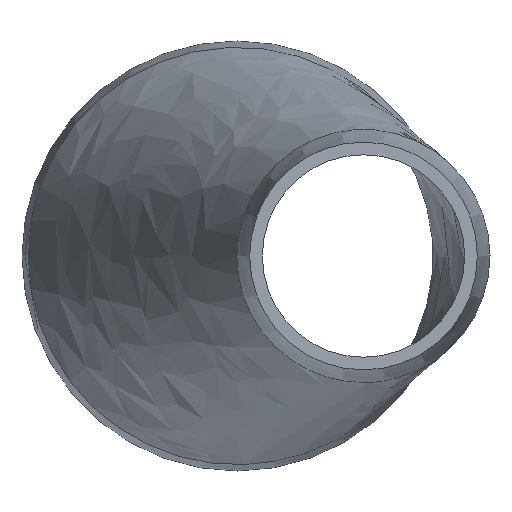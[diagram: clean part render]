
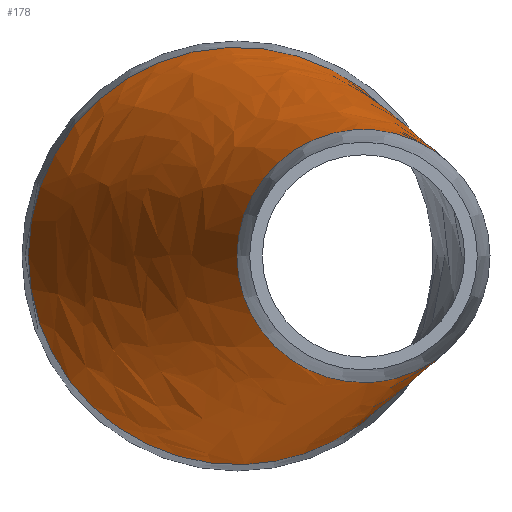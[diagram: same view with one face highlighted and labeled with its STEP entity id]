
A CAD part, front view. The second image highlights one B-rep face of the part: STEP entity #178.
In plain terms, the highlighted free-form (B-spline) face has degree [1, 2] with [2, 9] control points.
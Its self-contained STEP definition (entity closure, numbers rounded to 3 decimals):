
#16=B_SPLINE_CURVE_WITH_KNOTS('',1,(#366,#367),.UNSPECIFIED.,.F.,.F.,(2,
2),(-2.533,-0.009),.UNSPECIFIED.);
#18=(
BOUNDED_SURFACE()
B_SPLINE_SURFACE(1,2,((#348,#349,#350,#351,#352,#353,#354,#355,#356),(#357,
#358,#359,#360,#361,#362,#363,#364,#365)),.UNSPECIFIED.,.F.,.T.,.F.)
B_SPLINE_SURFACE_WITH_KNOTS((2,2),(3,2,2,2,3),(-0.24,2.68),
(-3.142,-1.571,0.,1.571,3.142),
 .UNSPECIFIED.)
GEOMETRIC_REPRESENTATION_ITEM()
RATIONAL_B_SPLINE_SURFACE(((1.,0.707,1.,0.707,1.,
0.707,1.,0.707,1.),(1.,0.707,1.,0.707,
1.,0.707,1.,0.707,1.)))
REPRESENTATION_ITEM('')
SURFACE()
);
#30=FACE_OUTER_BOUND('',#40,.T.);
#40=EDGE_LOOP('',(#157,#158,#159,#160,#161,#162,#163,#164,#165,#166));
#55=CIRCLE('',#202,10.);
#56=CIRCLE('',#203,10.);
#57=CIRCLE('',#204,10.);
#58=CIRCLE('',#205,10.);
#65=CIRCLE('',#215,16.5);
#66=CIRCLE('',#216,16.5);
#67=CIRCLE('',#217,16.5);
#68=CIRCLE('',#218,16.5);
#75=VERTEX_POINT('',#294);
#76=VERTEX_POINT('',#296);
#77=VERTEX_POINT('',#298);
#78=VERTEX_POINT('',#300);
#85=VERTEX_POINT('',#339);
#86=VERTEX_POINT('',#340);
#87=VERTEX_POINT('',#342);
#88=VERTEX_POINT('',#344);
#97=EDGE_CURVE('',#76,#75,#55,.T.);
#98=EDGE_CURVE('',#77,#76,#56,.T.);
#99=EDGE_CURVE('',#78,#77,#57,.T.);
#100=EDGE_CURVE('',#75,#78,#58,.T.);
#109=EDGE_CURVE('',#85,#86,#65,.T.);
#110=EDGE_CURVE('',#87,#85,#66,.T.);
#111=EDGE_CURVE('',#88,#87,#67,.T.);
#113=EDGE_CURVE('',#86,#88,#68,.T.);
#114=EDGE_CURVE('',#76,#87,#16,.T.);
#157=ORIENTED_EDGE('',*,*,#99,.T.);
#158=ORIENTED_EDGE('',*,*,#98,.T.);
#159=ORIENTED_EDGE('',*,*,#114,.T.);
#160=ORIENTED_EDGE('',*,*,#110,.T.);
#161=ORIENTED_EDGE('',*,*,#109,.T.);
#162=ORIENTED_EDGE('',*,*,#113,.T.);
#163=ORIENTED_EDGE('',*,*,#111,.T.);
#164=ORIENTED_EDGE('',*,*,#114,.F.);
#165=ORIENTED_EDGE('',*,*,#97,.T.);
#166=ORIENTED_EDGE('',*,*,#100,.T.);
#178=ADVANCED_FACE('',(#30),#18,.F.);
#202=AXIS2_PLACEMENT_3D('',#297,#241,#242);
#203=AXIS2_PLACEMENT_3D('',#299,#243,#244);
#204=AXIS2_PLACEMENT_3D('',#301,#245,#246);
#205=AXIS2_PLACEMENT_3D('',#302,#247,#248);
#215=AXIS2_PLACEMENT_3D('',#341,#268,#269);
#216=AXIS2_PLACEMENT_3D('',#343,#270,#271);
#217=AXIS2_PLACEMENT_3D('',#345,#272,#273);
#218=AXIS2_PLACEMENT_3D('',#347,#275,#276);
#241=DIRECTION('center_axis',(0.,1.,0.));
#242=DIRECTION('ref_axis',(1.,0.,0.));
#243=DIRECTION('center_axis',(0.,1.,0.));
#244=DIRECTION('ref_axis',(1.,0.,0.));
#245=DIRECTION('center_axis',(0.,1.,0.));
#246=DIRECTION('ref_axis',(1.,0.,0.));
#247=DIRECTION('center_axis',(0.,1.,0.));
#248=DIRECTION('ref_axis',(1.,0.,0.));
#268=DIRECTION('center_axis',(0.,-1.,0.));
#269=DIRECTION('ref_axis',(1.,0.,0.));
#270=DIRECTION('center_axis',(0.,-1.,0.));
#271=DIRECTION('ref_axis',(1.,0.,0.));
#272=DIRECTION('center_axis',(0.,-1.,0.));
#273=DIRECTION('ref_axis',(1.,0.,0.));
#275=DIRECTION('center_axis',(0.,-1.,0.));
#276=DIRECTION('ref_axis',(1.,0.,0.));
#294=CARTESIAN_POINT('',(-10.,30.,0.));
#296=CARTESIAN_POINT('',(0.374,30.,-9.993));
#297=CARTESIAN_POINT('Origin',(0.,30.,0.));
#298=CARTESIAN_POINT('',(2.5,30.,-9.682));
#299=CARTESIAN_POINT('Origin',(0.,30.,0.));
#300=CARTESIAN_POINT('',(2.5,30.,9.682));
#301=CARTESIAN_POINT('Origin',(0.,30.,0.));
#302=CARTESIAN_POINT('Origin',(0.,30.,0.));
#339=CARTESIAN_POINT('',(-2.575,70.,-14.735));
#340=CARTESIAN_POINT('',(-2.575,70.,14.735));
#341=CARTESIAN_POINT('Origin',(-10.,70.,0.));
#342=CARTESIAN_POINT('',(-9.384,70.,-16.488));
#343=CARTESIAN_POINT('Origin',(-10.,70.,0.));
#344=CARTESIAN_POINT('',(-26.5,70.,0.));
#345=CARTESIAN_POINT('Origin',(-10.,70.,0.));
#347=CARTESIAN_POINT('Origin',(-10.,70.,0.));
#348=CARTESIAN_POINT('Ctrl Pts',(-10.345,73.941,-17.128));
#349=CARTESIAN_POINT('Ctrl Pts',(5.81,77.881,-17.128));
#350=CARTESIAN_POINT('Ctrl Pts',(5.81,77.881,0.));
#351=CARTESIAN_POINT('Ctrl Pts',(5.81,77.881,17.128));
#352=CARTESIAN_POINT('Ctrl Pts',(-10.345,73.941,17.128));
#353=CARTESIAN_POINT('Ctrl Pts',(-26.5,70.,17.128));
#354=CARTESIAN_POINT('Ctrl Pts',(-26.5,70.,0.));
#355=CARTESIAN_POINT('Ctrl Pts',(-26.5,70.,-17.128));
#356=CARTESIAN_POINT('Ctrl Pts',(-10.345,73.941,-17.128));
#357=CARTESIAN_POINT('Ctrl Pts',(0.941,27.672,-9.615));
#358=CARTESIAN_POINT('Ctrl Pts',(10.01,29.884,-9.615));
#359=CARTESIAN_POINT('Ctrl Pts',(10.01,29.884,0.));
#360=CARTESIAN_POINT('Ctrl Pts',(10.01,29.884,9.615));
#361=CARTESIAN_POINT('Ctrl Pts',(0.941,27.672,9.615));
#362=CARTESIAN_POINT('Ctrl Pts',(-8.127,25.46,9.615));
#363=CARTESIAN_POINT('Ctrl Pts',(-8.127,25.46,0.));
#364=CARTESIAN_POINT('Ctrl Pts',(-8.127,25.46,-9.615));
#365=CARTESIAN_POINT('Ctrl Pts',(0.941,27.672,-9.615));
#366=CARTESIAN_POINT('Ctrl Pts',(0.374,30.,-9.993));
#367=CARTESIAN_POINT('Ctrl Pts',(-9.384,70.,-16.488));
